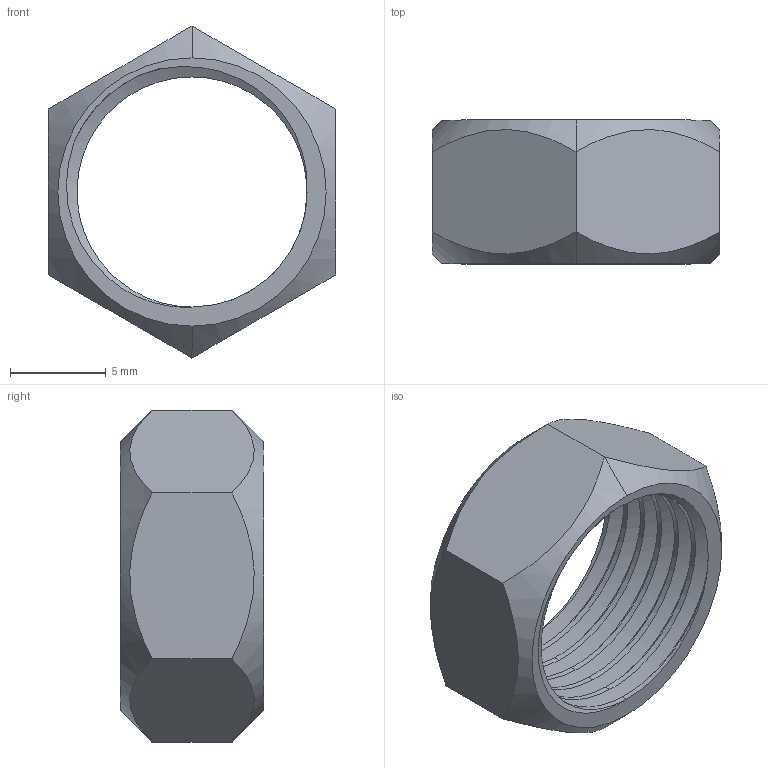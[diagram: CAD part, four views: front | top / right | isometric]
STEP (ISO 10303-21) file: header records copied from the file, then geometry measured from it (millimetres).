
FILE_DESCRIPTION (( 'STEP AP214' ), '1' );
FILE_NAME ('Straps Nut.step', '2022-07-16T15:44:17', ( 'Windows User' ), ( '' ), 'SwSTEP 2.0', 'SolidWorks 2022', '' );
FILE_SCHEMA (( 'AUTOMOTIVE_DESIGN' ));
Length unit declared in the file: centimetre
Products named in the file (1): Straps Nut
Bounding box: 15 x 7.5 x 17.32 mm (x, y, z)
Volume: 483.9 mm3; surface area: 953.8 mm2
Topology: 1 solids, 1 shells, 28 faces, 73 edges, 47 vertices
Faces by surface type: cylinder 13, plane 8, cone 4, bspline 3
Entity records: 2063 total; most frequent: CARTESIAN_POINT 1460, ORIENTED_EDGE 146, DIRECTION 86, EDGE_CURVE 73, VERTEX_POINT 47, AXIS2_PLACEMENT_3D 32, EDGE_LOOP 30, ADVANCED_FACE 28
